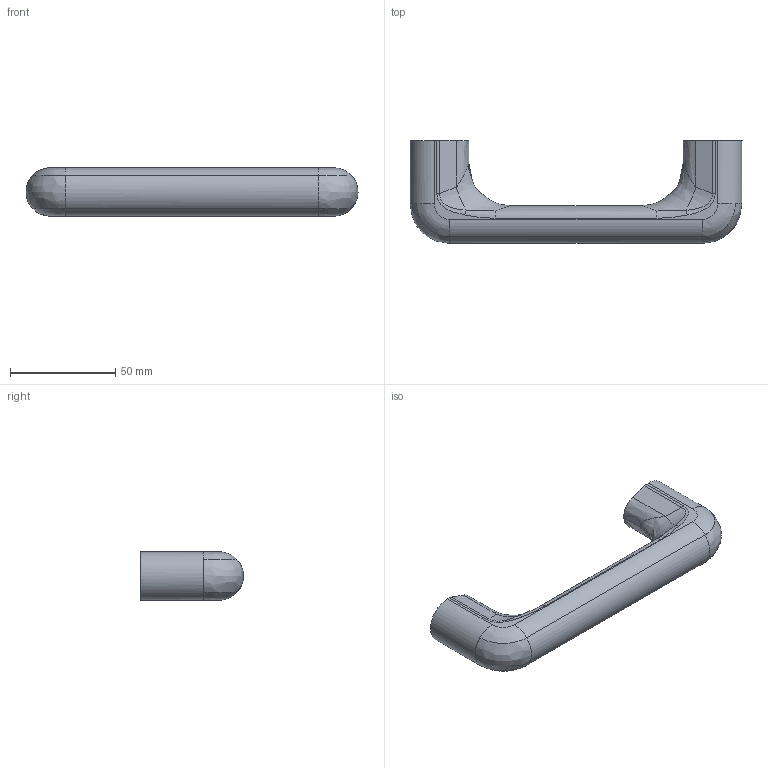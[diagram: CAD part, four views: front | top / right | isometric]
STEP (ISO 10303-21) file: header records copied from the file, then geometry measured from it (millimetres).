
FILE_DESCRIPTION((''),'2;1');
FILE_NAME('','2006-01-17T10:44:16',(''),(''),'','CADfix','');
FILE_SCHEMA(('AUTOMOTIVE_DESIGN'));
Length unit declared in the file: millimetre
Products named in the file (3): pull; cap; THA_273_23692_36
Assembly tree (2 placements, depth 2):
  THA_273_23692_36
    pull
    cap
Bounding box: 158 x 48.99 x 23 mm (x, y, z)
Volume: 59571 mm3; surface area: 32451.8 mm2
Topology: 2 solids, 3 shells, 108 faces, 311 edges, 211 vertices
Faces by surface type: bspline 108
Entity records: 7484 total; most frequent: CARTESIAN_POINT 5562, ORIENTED_EDGE 622, EDGE_CURVE 311, VERTEX_POINT 211, B_SPLINE_CURVE_WITH_KNOTS 191, QUASI_UNIFORM_CURVE 120, EDGE_LOOP 118, FACE_OUTER_BOUND 108
